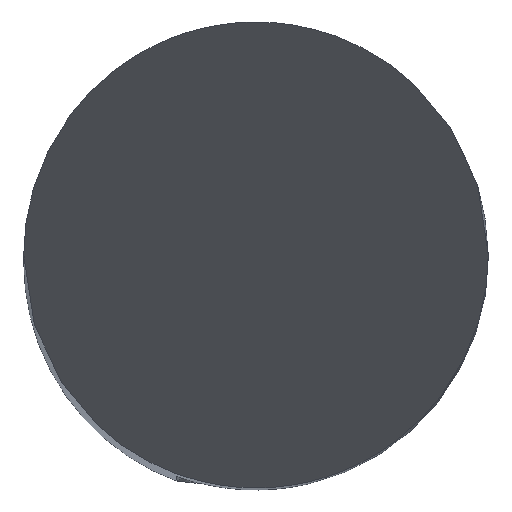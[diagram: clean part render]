
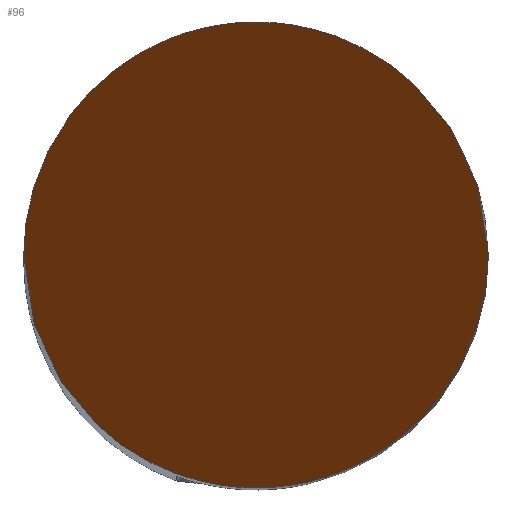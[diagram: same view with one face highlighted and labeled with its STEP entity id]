
A CAD part, top view. The second image highlights one B-rep face of the part: STEP entity #96.
In plain terms, the highlighted planar face has unit normal (0, -0.866, 0.5).
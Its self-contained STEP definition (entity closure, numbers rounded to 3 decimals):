
#69=(
BOUNDED_CURVE()
B_SPLINE_CURVE(3,(#985,#986,#987,#988),.UNSPECIFIED.,.F.,.F.)
B_SPLINE_CURVE_WITH_KNOTS((4,4),(0.,1.),.UNSPECIFIED.)
CURVE()
GEOMETRIC_REPRESENTATION_ITEM()
RATIONAL_B_SPLINE_CURVE((1.,0.333,0.333,1.))
REPRESENTATION_ITEM('')
);
#74=(
BOUNDED_CURVE()
B_SPLINE_CURVE(3,(#1050,#1051,#1052,#1053),.UNSPECIFIED.,.F.,.F.)
B_SPLINE_CURVE_WITH_KNOTS((4,4),(0.,1.),.UNSPECIFIED.)
CURVE()
GEOMETRIC_REPRESENTATION_ITEM()
RATIONAL_B_SPLINE_CURVE((1.,0.333,0.333,1.))
REPRESENTATION_ITEM('')
);
#96=ADVANCED_FACE('',(#137),#115,.T.);
#115=PLANE('',#589);
#137=FACE_OUTER_BOUND('',#166,.T.);
#166=EDGE_LOOP('',(#261,#262));
#261=ORIENTED_EDGE('',*,*,#425,.T.);
#262=ORIENTED_EDGE('',*,*,#411,.T.);
#354=VERTEX_POINT('',#989);
#355=VERTEX_POINT('',#990);
#411=EDGE_CURVE('',#354,#355,#69,.T.);
#425=EDGE_CURVE('',#355,#354,#74,.T.);
#589=AXIS2_PLACEMENT_3D('',#1081,#661,#662);
#661=DIRECTION('',(0.,-0.866,0.5));
#662=DIRECTION('',(0.,0.5,0.866));
#985=CARTESIAN_POINT('',(3.,0.,0.));
#986=CARTESIAN_POINT('',(3.,6.,10.392));
#987=CARTESIAN_POINT('',(-3.,6.,10.392));
#988=CARTESIAN_POINT('',(-3.,0.,0.));
#989=CARTESIAN_POINT('',(3.,0.,0.));
#990=CARTESIAN_POINT('',(-3.,0.,0.));
#1050=CARTESIAN_POINT('',(-3.,0.,0.));
#1051=CARTESIAN_POINT('',(-3.,-6.,-10.392));
#1052=CARTESIAN_POINT('',(3.,-6.,-10.392));
#1053=CARTESIAN_POINT('',(3.,0.,0.));
#1081=CARTESIAN_POINT('',(82.527,3.,5.196));
